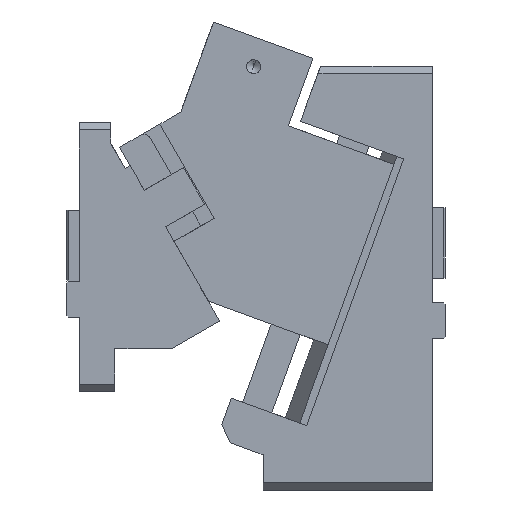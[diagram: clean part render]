
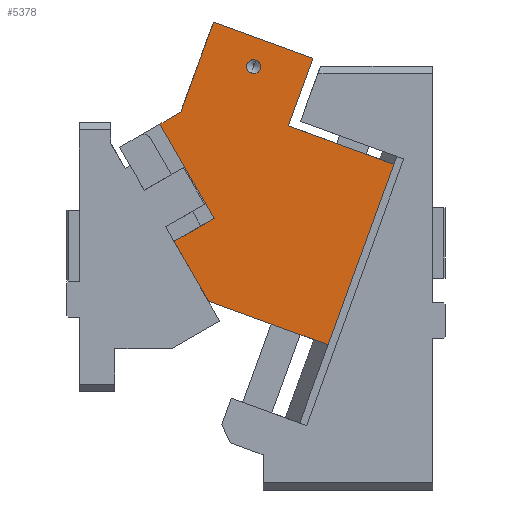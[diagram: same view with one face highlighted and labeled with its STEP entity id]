
A CAD part, left-side view. The second image highlights one B-rep face of the part: STEP entity #5378.
In plain terms, the highlighted planar face has unit normal (-1, 0, 0).
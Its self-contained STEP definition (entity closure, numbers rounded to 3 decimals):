
#5179=CARTESIAN_POINT('Vertex',(-25.,35.238,12.826)) ;
#5193=CARTESIAN_POINT('Vertex',(-25.,58.456,-50.965)) ;
#5196=CARTESIAN_POINT('Line Origine',(-25.,46.847,-19.07)) ;
#5246=CARTESIAN_POINT('Axis2P3D Location',(-25.,66.609,-44.125)) ;
#5251=CARTESIAN_POINT('Line Origine',(-25.,51.049,-163.747)) ;
#5255=CARTESIAN_POINT('Vertex',(-25.,63.237,-142.637)) ;
#5257=CARTESIAN_POINT('Vertex',(-25.,38.861,-184.857)) ;
#5260=CARTESIAN_POINT('Line Origine',(-25.,-3.563,-200.298)) ;
#5264=CARTESIAN_POINT('Vertex',(-25.,-45.986,-215.739)) ;
#5267=CARTESIAN_POINT('Line Origine',(-25.,-69.244,-151.84)) ;
#5271=CARTESIAN_POINT('Vertex',(-25.,-92.501,-87.941)) ;
#5274=CARTESIAN_POINT('Line Origine',(-25.,-55.148,-74.345)) ;
#5278=CARTESIAN_POINT('Vertex',(-25.,-17.795,-60.75)) ;
#5281=CARTESIAN_POINT('Line Origine',(-25.,-26.517,-36.788)) ;
#5285=CARTESIAN_POINT('Vertex',(-25.,-35.238,-12.826)) ;
#5288=CARTESIAN_POINT('Line Origine',(-25.,0.,0.)) ;
#5293=CARTESIAN_POINT('Line Origine',(-25.,65.807,-55.209)) ;
#5297=CARTESIAN_POINT('Vertex',(-25.,73.158,-59.453)) ;
#5300=CARTESIAN_POINT('Line Origine',(-25.,53.908,-92.795)) ;
#5304=CARTESIAN_POINT('Vertex',(-25.,34.658,-126.137)) ;
#5307=CARTESIAN_POINT('Line Origine',(-25.,48.947,-134.387)) ;
#5325=CARTESIAN_POINT('Control Point',(-25.,5.13,-14.095)) ;
#5326=CARTESIAN_POINT('Control Point',(-25.,5.645,-13.908)) ;
#5327=CARTESIAN_POINT('Control Point',(-25.,6.185,-13.791)) ;
#5328=CARTESIAN_POINT('Control Point',(-25.,6.739,-13.75)) ;
#5329=CARTESIAN_POINT('Control Point',(-25.,7.842,-13.819)) ;
#5330=CARTESIAN_POINT('Control Point',(-25.,8.886,-14.182)) ;
#5331=CARTESIAN_POINT('Control Point',(-25.,9.38,-14.434)) ;
#5332=CARTESIAN_POINT('Control Point',(-25.,10.286,-15.068)) ;
#5333=CARTESIAN_POINT('Control Point',(-25.,10.989,-15.922)) ;
#5334=CARTESIAN_POINT('Control Point',(-25.,11.279,-16.395)) ;
#5335=CARTESIAN_POINT('Control Point',(-25.,11.722,-17.407)) ;
#5336=CARTESIAN_POINT('Control Point',(-25.,11.877,-18.502)) ;
#5337=CARTESIAN_POINT('Control Point',(-25.,11.879,-19.057)) ;
#5338=CARTESIAN_POINT('Control Point',(-25.,11.73,-20.152)) ;
#5339=CARTESIAN_POINT('Control Point',(-25.,11.292,-21.168)) ;
#5340=CARTESIAN_POINT('Control Point',(-25.,11.005,-21.642)) ;
#5341=CARTESIAN_POINT('Control Point',(-25.,10.4,-22.387)) ;
#5342=CARTESIAN_POINT('Control Point',(-25.,9.64,-22.966)) ;
#5343=CARTESIAN_POINT('Control Point',(-25.,9.294,-23.178)) ;
#5344=CARTESIAN_POINT('Control Point',(-25.,8.929,-23.354)) ;
#5345=CARTESIAN_POINT('Control Point',(-25.,8.551,-23.492)) ;
#5346=CARTESIAN_POINT('Vertex',(-25.,5.13,-14.095)) ;
#5348=CARTESIAN_POINT('Vertex',(-25.,8.551,-23.492)) ;
#5352=CARTESIAN_POINT('Control Point',(-25.,8.551,-23.492)) ;
#5353=CARTESIAN_POINT('Control Point',(-25.,8.036,-23.68)) ;
#5354=CARTESIAN_POINT('Control Point',(-25.,7.496,-23.796)) ;
#5355=CARTESIAN_POINT('Control Point',(-25.,6.942,-23.838)) ;
#5356=CARTESIAN_POINT('Control Point',(-25.,5.839,-23.769)) ;
#5357=CARTESIAN_POINT('Control Point',(-25.,4.795,-23.406)) ;
#5358=CARTESIAN_POINT('Control Point',(-25.,4.301,-23.153)) ;
#5359=CARTESIAN_POINT('Control Point',(-25.,3.395,-22.52)) ;
#5360=CARTESIAN_POINT('Control Point',(-25.,2.692,-21.666)) ;
#5361=CARTESIAN_POINT('Control Point',(-25.,2.402,-21.193)) ;
#5362=CARTESIAN_POINT('Control Point',(-25.,1.958,-20.18)) ;
#5363=CARTESIAN_POINT('Control Point',(-25.,1.803,-19.086)) ;
#5364=CARTESIAN_POINT('Control Point',(-25.,1.802,-18.531)) ;
#5365=CARTESIAN_POINT('Control Point',(-25.,1.951,-17.435)) ;
#5366=CARTESIAN_POINT('Control Point',(-25.,2.388,-16.42)) ;
#5367=CARTESIAN_POINT('Control Point',(-25.,2.676,-15.946)) ;
#5368=CARTESIAN_POINT('Control Point',(-25.,3.281,-15.201)) ;
#5369=CARTESIAN_POINT('Control Point',(-25.,4.041,-14.622)) ;
#5370=CARTESIAN_POINT('Control Point',(-25.,4.387,-14.409)) ;
#5371=CARTESIAN_POINT('Control Point',(-25.,4.752,-14.233)) ;
#5372=CARTESIAN_POINT('Control Point',(-25.,5.13,-14.095)) ;
#5197=DIRECTION('Vector Direction',(0.,-0.342,0.94)) ;
#5247=DIRECTION('Axis2P3D Direction',(1.,-0.,0.)) ;
#5248=DIRECTION('Axis2P3D XDirection',(0.,0.342,-0.94)) ;
#5252=DIRECTION('Vector Direction',(0.,-0.5,-0.866)) ;
#5261=DIRECTION('Vector Direction',(0.,0.94,0.342)) ;
#5268=DIRECTION('Vector Direction',(0.,0.342,-0.94)) ;
#5275=DIRECTION('Vector Direction',(0.,-0.94,-0.342)) ;
#5282=DIRECTION('Vector Direction',(0.,0.342,-0.94)) ;
#5289=DIRECTION('Vector Direction',(0.,-0.94,-0.342)) ;
#5294=DIRECTION('Vector Direction',(0.,-0.866,0.5)) ;
#5301=DIRECTION('Vector Direction',(0.,0.5,0.866)) ;
#5308=DIRECTION('Vector Direction',(0.,0.866,-0.5)) ;
#5249=AXIS2_PLACEMENT_3D('Plane Axis2P3D',#5246,#5247,#5248) ;
#5313=ORIENTED_EDGE('',*,*,#5259,.T.) ;
#5314=ORIENTED_EDGE('',*,*,#5266,.F.) ;
#5315=ORIENTED_EDGE('',*,*,#5273,.F.) ;
#5316=ORIENTED_EDGE('',*,*,#5280,.F.) ;
#5317=ORIENTED_EDGE('',*,*,#5287,.F.) ;
#5318=ORIENTED_EDGE('',*,*,#5292,.F.) ;
#5319=ORIENTED_EDGE('',*,*,#5200,.F.) ;
#5320=ORIENTED_EDGE('',*,*,#5299,.F.) ;
#5321=ORIENTED_EDGE('',*,*,#5306,.F.) ;
#5322=ORIENTED_EDGE('',*,*,#5311,.T.) ;
#5375=ORIENTED_EDGE('',*,*,#5350,.F.) ;
#5376=ORIENTED_EDGE('',*,*,#5373,.F.) ;
#5377=FACE_BOUND('',#5374,.T.) ;
#5198=VECTOR('Line Direction',#5197,1.) ;
#5253=VECTOR('Line Direction',#5252,1.) ;
#5262=VECTOR('Line Direction',#5261,1.) ;
#5269=VECTOR('Line Direction',#5268,1.) ;
#5276=VECTOR('Line Direction',#5275,1.) ;
#5283=VECTOR('Line Direction',#5282,1.) ;
#5290=VECTOR('Line Direction',#5289,1.) ;
#5295=VECTOR('Line Direction',#5294,1.) ;
#5302=VECTOR('Line Direction',#5301,1.) ;
#5309=VECTOR('Line Direction',#5308,1.) ;
#5378=ADVANCED_FACE('CAM SLIDER',(#5323,#5377),#5250,.F.) ;
#5324=B_SPLINE_CURVE_WITH_KNOTS('',5,(#5325,#5326,#5327,#5328,#5329,#5330,#5331,#5332,#5333,#5334,#5335,#5336,#5337,#5338,#5339,#5340,#5341,#5342,#5343,#5344,#5345),.UNSPECIFIED.,.F.,.U.,(6,3,3,3,3,3,6),(0.,3.884,7.768,11.653,15.537,19.421,22.279),.UNSPECIFIED.) ;
#5351=B_SPLINE_CURVE_WITH_KNOTS('',5,(#5352,#5353,#5354,#5355,#5356,#5357,#5358,#5359,#5360,#5361,#5362,#5363,#5364,#5365,#5366,#5367,#5368,#5369,#5370,#5371,#5372),.UNSPECIFIED.,.F.,.U.,(6,3,3,3,3,3,6),(0.,3.884,7.768,11.653,15.537,19.421,22.279),.UNSPECIFIED.) ;
#5200=EDGE_CURVE('',#5194,#5180,#5199,.T.) ;
#5259=EDGE_CURVE('',#5256,#5258,#5254,.T.) ;
#5266=EDGE_CURVE('',#5265,#5258,#5263,.T.) ;
#5273=EDGE_CURVE('',#5272,#5265,#5270,.T.) ;
#5280=EDGE_CURVE('',#5279,#5272,#5277,.T.) ;
#5287=EDGE_CURVE('',#5286,#5279,#5284,.T.) ;
#5292=EDGE_CURVE('',#5180,#5286,#5291,.T.) ;
#5299=EDGE_CURVE('',#5298,#5194,#5296,.T.) ;
#5306=EDGE_CURVE('',#5305,#5298,#5303,.T.) ;
#5311=EDGE_CURVE('',#5305,#5256,#5310,.T.) ;
#5350=EDGE_CURVE('',#5347,#5349,#5324,.T.) ;
#5373=EDGE_CURVE('',#5349,#5347,#5351,.T.) ;
#5312=EDGE_LOOP('',(#5313,#5314,#5315,#5316,#5317,#5318,#5319,#5320,#5321,#5322)) ;
#5374=EDGE_LOOP('',(#5375,#5376)) ;
#5323=FACE_OUTER_BOUND('',#5312,.T.) ;
#5199=LINE('Line',#5196,#5198) ;
#5254=LINE('Line',#5251,#5253) ;
#5263=LINE('Line',#5260,#5262) ;
#5270=LINE('Line',#5267,#5269) ;
#5277=LINE('Line',#5274,#5276) ;
#5284=LINE('Line',#5281,#5283) ;
#5291=LINE('Line',#5288,#5290) ;
#5296=LINE('Line',#5293,#5295) ;
#5303=LINE('Line',#5300,#5302) ;
#5310=LINE('Line',#5307,#5309) ;
#5250=PLANE('Plane',#5249) ;
#5180=VERTEX_POINT('',#5179) ;
#5194=VERTEX_POINT('',#5193) ;
#5256=VERTEX_POINT('',#5255) ;
#5258=VERTEX_POINT('',#5257) ;
#5265=VERTEX_POINT('',#5264) ;
#5272=VERTEX_POINT('',#5271) ;
#5279=VERTEX_POINT('',#5278) ;
#5286=VERTEX_POINT('',#5285) ;
#5298=VERTEX_POINT('',#5297) ;
#5305=VERTEX_POINT('',#5304) ;
#5347=VERTEX_POINT('',#5346) ;
#5349=VERTEX_POINT('',#5348) ;
